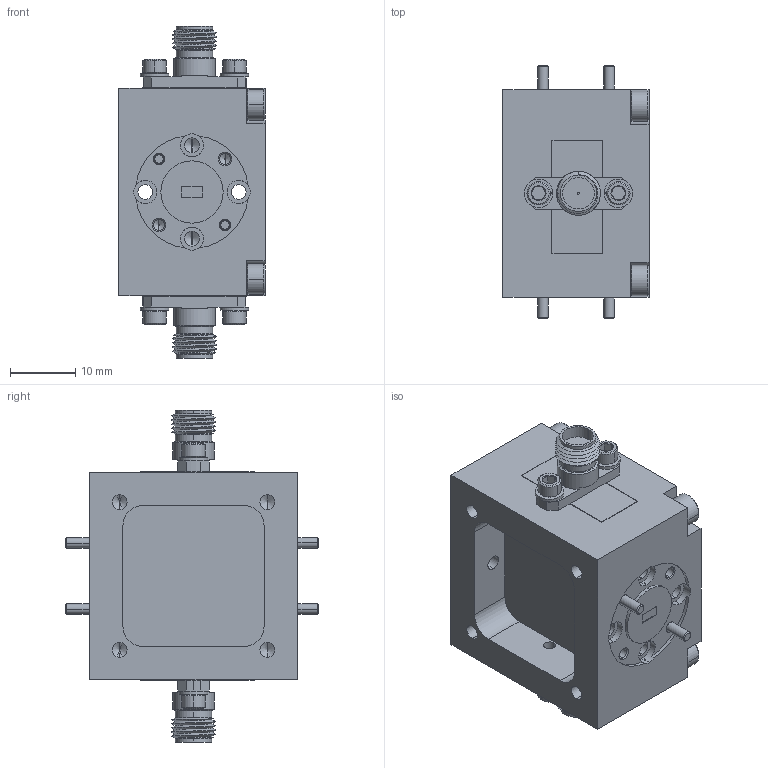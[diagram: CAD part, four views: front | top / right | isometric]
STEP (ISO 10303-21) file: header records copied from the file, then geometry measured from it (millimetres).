
FILE_DESCRIPTION (( 'STEP AP203' ), '1' );
FILE_NAME ('DEFEATURED SFQ-60390315-1212SF-N1-M.STEP', '2020-11-16T23:36:23', ( '' ), ( '' ), 'SwSTEP 2.0', 'SolidWorks 2020', '' );
FILE_SCHEMA (( 'CONFIG_CONTROL_DESIGN' ));
Length unit declared in the file: millimetre
Products named in the file (1): DEFEATURED SFQ-60390315-1212SF-N1-M
Bounding box: 22.35 x 38.65 x 50.8 mm (x, y, z)
Volume: 16558.9 mm3; surface area: 8218.7 mm2
Topology: 13 solids, 13 shells, 550 faces, 1242 edges, 742 vertices
Faces by surface type: plane 212, cone 164, cylinder 162, bspline 8, torus 4
Entity records: 16843 total; most frequent: CARTESIAN_POINT 4373, DIRECTION 2720, ORIENTED_EDGE 2444, EDGE_CURVE 1222, AXIS2_PLACEMENT_3D 1039, VERTEX_POINT 742, LINE 642, VECTOR 642
